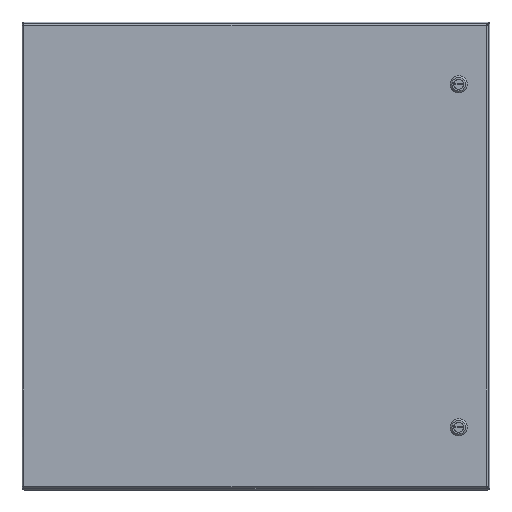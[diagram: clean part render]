
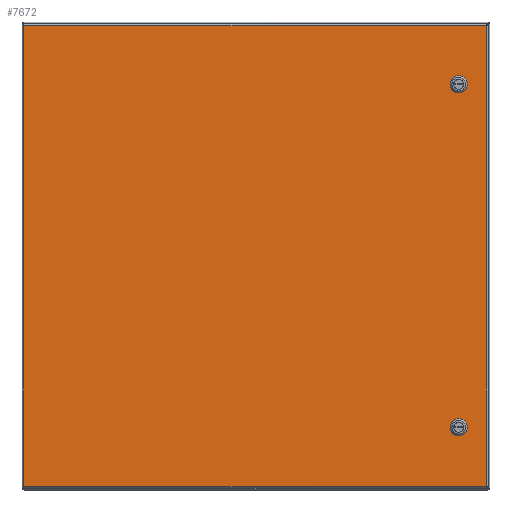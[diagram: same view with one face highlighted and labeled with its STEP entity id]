
A CAD part, top view. The second image highlights one B-rep face of the part: STEP entity #7672.
In plain terms, the highlighted face is planar.
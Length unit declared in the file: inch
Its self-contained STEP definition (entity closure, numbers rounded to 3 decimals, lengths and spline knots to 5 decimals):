
#5729=CARTESIAN_POINT('',(2.08762,4.275,0.0));
#5730=VERTEX_POINT('',#5729);
#5737=CARTESIAN_POINT('',(2.275,4.08762,0.0));
#5738=VERTEX_POINT('',#5737);
#5739=CARTESIAN_POINT('',(1.875,3.875,0.0));
#5740=DIRECTION('',(0.0,0.0,1.0));
#5741=DIRECTION('',(-0.469,-0.883,0.0));
#5742=AXIS2_PLACEMENT_3D('',#5739,#5740,#5741);
#5743=CIRCLE('',#5742,0.453);
#5744=EDGE_CURVE('',#5738,#5730,#5743,.T.);
#5769=CARTESIAN_POINT('',(2.275,3.66238,0.0));
#5770=VERTEX_POINT('',#5769);
#5771=CARTESIAN_POINT('',(2.275,3.66238,0.0));
#5772=DIRECTION('',(0.0,1.0,0.0));
#5773=VECTOR('',#5772,0.42525);
#5774=LINE('',#5771,#5773);
#5775=EDGE_CURVE('',#5770,#5738,#5774,.T.);
#5801=CARTESIAN_POINT('',(2.08762,3.475,0.0));
#5802=VERTEX_POINT('',#5801);
#5803=CARTESIAN_POINT('',(1.875,3.875,0.0));
#5804=DIRECTION('',(0.0,0.0,1.0));
#5805=DIRECTION('',(-0.883,0.469,0.0));
#5806=AXIS2_PLACEMENT_3D('',#5803,#5804,#5805);
#5807=CIRCLE('',#5806,0.453);
#5808=EDGE_CURVE('',#5802,#5770,#5807,.T.);
#5833=CARTESIAN_POINT('',(1.66238,3.475,0.0));
#5834=VERTEX_POINT('',#5833);
#5835=CARTESIAN_POINT('',(1.66238,3.475,0.0));
#5836=DIRECTION('',(1.0,0.0,0.0));
#5837=VECTOR('',#5836,0.42525);
#5838=LINE('',#5835,#5837);
#5839=EDGE_CURVE('',#5834,#5802,#5838,.T.);
#5865=CARTESIAN_POINT('',(1.475,3.66238,0.0));
#5866=VERTEX_POINT('',#5865);
#5867=CARTESIAN_POINT('',(1.875,3.875,0.0));
#5868=DIRECTION('',(0.0,0.0,1.0));
#5869=DIRECTION('',(0.469,0.883,0.0));
#5870=AXIS2_PLACEMENT_3D('',#5867,#5868,#5869);
#5871=CIRCLE('',#5870,0.453);
#5872=EDGE_CURVE('',#5866,#5834,#5871,.T.);
#5897=CARTESIAN_POINT('',(1.475,4.08762,0.0));
#5898=VERTEX_POINT('',#5897);
#5899=CARTESIAN_POINT('',(1.475,4.08762,0.0));
#5900=DIRECTION('',(0.0,-1.0,0.0));
#5901=VECTOR('',#5900,0.42525);
#5902=LINE('',#5899,#5901);
#5903=EDGE_CURVE('',#5898,#5866,#5902,.T.);
#5929=CARTESIAN_POINT('',(1.66238,4.275,0.0));
#5930=VERTEX_POINT('',#5929);
#5931=CARTESIAN_POINT('',(1.875,3.875,0.0));
#5932=DIRECTION('',(0.0,0.0,1.0));
#5933=DIRECTION('',(0.883,-0.469,0.0));
#5934=AXIS2_PLACEMENT_3D('',#5931,#5932,#5933);
#5935=CIRCLE('',#5934,0.453);
#5936=EDGE_CURVE('',#5930,#5898,#5935,.T.);
#5959=CARTESIAN_POINT('',(2.08762,4.275,0.0));
#5960=DIRECTION('',(-1.0,0.0,0.0));
#5961=VECTOR('',#5960,0.42525);
#5962=LINE('',#5959,#5961);
#5963=EDGE_CURVE('',#5730,#5930,#5962,.T.);
#5985=CARTESIAN_POINT('',(2.08762,26.275,0.0));
#5986=VERTEX_POINT('',#5985);
#5993=CARTESIAN_POINT('',(2.275,26.08762,0.0));
#5994=VERTEX_POINT('',#5993);
#5995=CARTESIAN_POINT('',(1.875,25.875,0.0));
#5996=DIRECTION('',(0.0,0.0,1.0));
#5997=DIRECTION('',(-0.469,-0.883,0.0));
#5998=AXIS2_PLACEMENT_3D('',#5995,#5996,#5997);
#5999=CIRCLE('',#5998,0.453);
#6000=EDGE_CURVE('',#5994,#5986,#5999,.T.);
#6025=CARTESIAN_POINT('',(2.275,25.66238,0.0));
#6026=VERTEX_POINT('',#6025);
#6027=CARTESIAN_POINT('',(2.275,25.66238,0.0));
#6028=DIRECTION('',(0.0,1.0,0.0));
#6029=VECTOR('',#6028,0.42525);
#6030=LINE('',#6027,#6029);
#6031=EDGE_CURVE('',#6026,#5994,#6030,.T.);
#6057=CARTESIAN_POINT('',(2.08762,25.475,0.0));
#6058=VERTEX_POINT('',#6057);
#6059=CARTESIAN_POINT('',(1.875,25.875,0.0));
#6060=DIRECTION('',(0.0,0.0,1.0));
#6061=DIRECTION('',(-0.883,0.469,0.0));
#6062=AXIS2_PLACEMENT_3D('',#6059,#6060,#6061);
#6063=CIRCLE('',#6062,0.453);
#6064=EDGE_CURVE('',#6058,#6026,#6063,.T.);
#6089=CARTESIAN_POINT('',(1.66238,25.475,0.0));
#6090=VERTEX_POINT('',#6089);
#6091=CARTESIAN_POINT('',(1.66238,25.475,0.0));
#6092=DIRECTION('',(1.0,0.0,0.0));
#6093=VECTOR('',#6092,0.42525);
#6094=LINE('',#6091,#6093);
#6095=EDGE_CURVE('',#6090,#6058,#6094,.T.);
#6121=CARTESIAN_POINT('',(1.475,25.66238,0.0));
#6122=VERTEX_POINT('',#6121);
#6123=CARTESIAN_POINT('',(1.875,25.875,0.0));
#6124=DIRECTION('',(0.0,0.0,1.0));
#6125=DIRECTION('',(0.469,0.883,0.0));
#6126=AXIS2_PLACEMENT_3D('',#6123,#6124,#6125);
#6127=CIRCLE('',#6126,0.453);
#6128=EDGE_CURVE('',#6122,#6090,#6127,.T.);
#6153=CARTESIAN_POINT('',(1.475,26.08762,0.0));
#6154=VERTEX_POINT('',#6153);
#6155=CARTESIAN_POINT('',(1.475,26.08762,0.0));
#6156=DIRECTION('',(0.0,-1.0,0.0));
#6157=VECTOR('',#6156,0.42525);
#6158=LINE('',#6155,#6157);
#6159=EDGE_CURVE('',#6154,#6122,#6158,.T.);
#6185=CARTESIAN_POINT('',(1.66238,26.275,0.0));
#6186=VERTEX_POINT('',#6185);
#6187=CARTESIAN_POINT('',(1.875,25.875,0.0));
#6188=DIRECTION('',(0.0,0.0,1.0));
#6189=DIRECTION('',(0.883,-0.469,0.0));
#6190=AXIS2_PLACEMENT_3D('',#6187,#6188,#6189);
#6191=CIRCLE('',#6190,0.453);
#6192=EDGE_CURVE('',#6186,#6154,#6191,.T.);
#6215=CARTESIAN_POINT('',(2.08762,26.275,0.0));
#6216=DIRECTION('',(-1.0,0.0,0.0));
#6217=VECTOR('',#6216,0.42525);
#6218=LINE('',#6215,#6217);
#6219=EDGE_CURVE('',#5986,#6186,#6218,.T.);
#6670=CARTESIAN_POINT('',(29.76975,0.10525,0.));
#6671=VERTEX_POINT('',#6670);
#6682=CARTESIAN_POINT('',(29.76975,29.64475,0.));
#6683=VERTEX_POINT('',#6682);
#6684=CARTESIAN_POINT('',(29.76975,29.64475,0.0));
#6685=DIRECTION('',(0.0,-1.0,0.0));
#6686=VECTOR('',#6685,29.5395);
#6687=LINE('',#6684,#6686);
#6688=EDGE_CURVE('',#6683,#6671,#6687,.T.);
#6840=CARTESIAN_POINT('',(0.10525,0.10525,0.));
#6841=VERTEX_POINT('',#6840);
#6852=CARTESIAN_POINT('',(29.76975,0.10525,0.0));
#6853=DIRECTION('',(-1.0,0.0,0.0));
#6854=VECTOR('',#6853,29.6645);
#6855=LINE('',#6852,#6854);
#6856=EDGE_CURVE('',#6671,#6841,#6855,.T.);
#7117=CARTESIAN_POINT('',(0.10525,29.64475,0.));
#7118=VERTEX_POINT('',#7117);
#7129=CARTESIAN_POINT('',(0.10525,0.10525,0.0));
#7130=DIRECTION('',(0.0,1.0,0.0));
#7131=VECTOR('',#7130,29.5395);
#7132=LINE('',#7129,#7131);
#7133=EDGE_CURVE('',#6841,#7118,#7132,.T.);
#7398=CARTESIAN_POINT('',(0.10525,29.64475,0.0));
#7399=DIRECTION('',(1.0,0.0,0.0));
#7400=VECTOR('',#7399,29.6645);
#7401=LINE('',#7398,#7400);
#7402=EDGE_CURVE('',#7118,#6683,#7401,.T.);
#7641=CARTESIAN_POINT('',(14.9375,14.875,0.0));
#7642=DIRECTION('',(0.0,0.0,1.0));
#7643=DIRECTION('',(1.0,0.0,0.0));
#7644=AXIS2_PLACEMENT_3D('',#7641,#7642,#7643);
#7645=PLANE('',#7644);
#7646=ORIENTED_EDGE('',*,*,#6688,.T.);
#7647=ORIENTED_EDGE('',*,*,#6856,.T.);
#7648=ORIENTED_EDGE('',*,*,#7133,.T.);
#7649=ORIENTED_EDGE('',*,*,#7402,.T.);
#7650=EDGE_LOOP('',(#7646,#7647,#7648,#7649));
#7651=FACE_OUTER_BOUND('',#7650,.T.);
#7652=ORIENTED_EDGE('',*,*,#5744,.T.);
#7653=ORIENTED_EDGE('',*,*,#5963,.T.);
#7654=ORIENTED_EDGE('',*,*,#5936,.T.);
#7655=ORIENTED_EDGE('',*,*,#5903,.T.);
#7656=ORIENTED_EDGE('',*,*,#5872,.T.);
#7657=ORIENTED_EDGE('',*,*,#5839,.T.);
#7658=ORIENTED_EDGE('',*,*,#5808,.T.);
#7659=ORIENTED_EDGE('',*,*,#5775,.T.);
#7660=EDGE_LOOP('',(#7652,#7653,#7654,#7655,#7656,#7657,#7658,#7659));
#7661=FACE_BOUND('',#7660,.T.);
#7662=ORIENTED_EDGE('',*,*,#6000,.T.);
#7663=ORIENTED_EDGE('',*,*,#6219,.T.);
#7664=ORIENTED_EDGE('',*,*,#6192,.T.);
#7665=ORIENTED_EDGE('',*,*,#6159,.T.);
#7666=ORIENTED_EDGE('',*,*,#6128,.T.);
#7667=ORIENTED_EDGE('',*,*,#6095,.T.);
#7668=ORIENTED_EDGE('',*,*,#6064,.T.);
#7669=ORIENTED_EDGE('',*,*,#6031,.T.);
#7670=EDGE_LOOP('',(#7662,#7663,#7664,#7665,#7666,#7667,#7668,#7669));
#7671=FACE_BOUND('',#7670,.T.);
#7672=ADVANCED_FACE('',(#7651,#7661,#7671),#7645,.F.);
